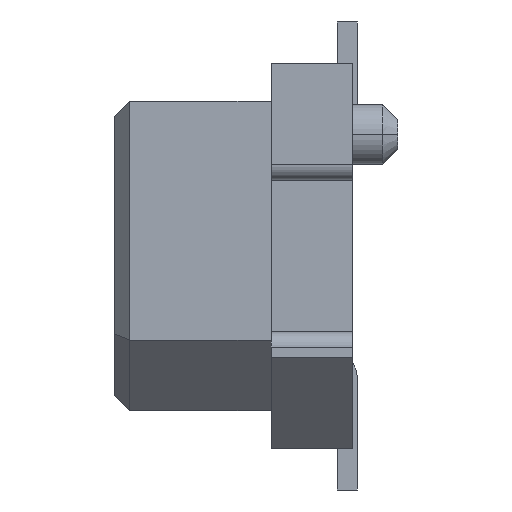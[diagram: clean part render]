
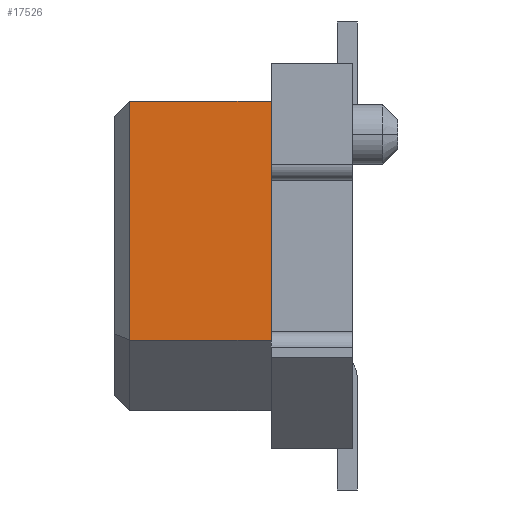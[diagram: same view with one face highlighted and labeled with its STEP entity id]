
A CAD part, left-side view. The second image highlights one B-rep face of the part: STEP entity #17526.
In plain terms, the highlighted planar face has unit normal (-1, 0, 0).
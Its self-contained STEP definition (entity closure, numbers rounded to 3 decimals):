
#881=DIRECTION('',(0.,0.,1.));
#882=VECTOR('',#881,2.36);
#883=CARTESIAN_POINT('',(-5.9,2.2,-0.83));
#884=LINE('',#883,#882);
#885=DIRECTION('',(0.,0.,-1.));
#886=VECTOR('',#885,2.36);
#887=CARTESIAN_POINT('',(-5.9,0.8,1.53));
#888=LINE('',#887,#886);
#889=DIRECTION('',(0.,1.,0.));
#890=VECTOR('',#889,1.4);
#891=CARTESIAN_POINT('',(-5.9,0.8,-0.83));
#892=LINE('',#891,#890);
#905=DIRECTION('',(0.,1.,0.));
#906=VECTOR('',#905,1.4);
#907=CARTESIAN_POINT('',(-5.9,0.8,1.53));
#908=LINE('',#907,#906);
#13168=CARTESIAN_POINT('',(-5.9,0.8,1.53));
#13170=VERTEX_POINT('',#13168);
#13177=CARTESIAN_POINT('',(-5.9,0.8,-0.83));
#13178=VERTEX_POINT('',#13177);
#13723=CARTESIAN_POINT('',(-5.9,2.2,1.53));
#13724=VERTEX_POINT('',#13723);
#13725=CARTESIAN_POINT('',(-5.9,2.2,-0.83));
#13726=VERTEX_POINT('',#13725);
#17514=CARTESIAN_POINT('',(-5.9,1.5,0.35));
#17515=DIRECTION('',(1.,0.,0.));
#17516=DIRECTION('',(0.,0.,-1.));
#17517=AXIS2_PLACEMENT_3D('',#17514,#17515,#17516);
#17518=PLANE('',#17517);
#17519=ORIENTED_EDGE('',*,*,#17397,.T.);
#17521=ORIENTED_EDGE('',*,*,#17520,.F.);
#17522=ORIENTED_EDGE('',*,*,#15936,.T.);
#17523=ORIENTED_EDGE('',*,*,#17506,.T.);
#17524=EDGE_LOOP('',(#17519,#17521,#17522,#17523));
#17525=FACE_OUTER_BOUND('',#17524,.F.);
#17526=ADVANCED_FACE('',(#17525),#17518,.F.);
#15936=EDGE_CURVE('',#13170,#13178,#888,.T.);
#17397=EDGE_CURVE('',#13726,#13724,#884,.T.);
#17506=EDGE_CURVE('',#13178,#13726,#892,.T.);
#17520=EDGE_CURVE('',#13170,#13724,#908,.T.);
